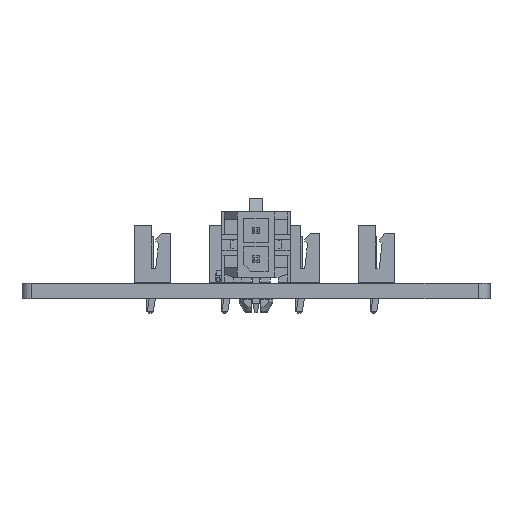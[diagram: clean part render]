
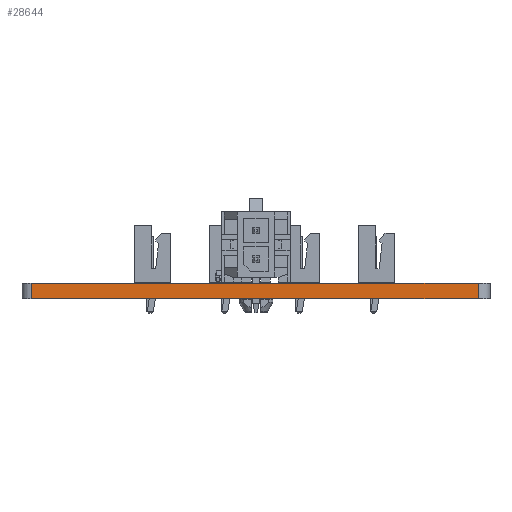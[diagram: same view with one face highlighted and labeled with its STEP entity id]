
A CAD part, front view. The second image highlights one B-rep face of the part: STEP entity #28644.
In plain terms, the highlighted planar face has unit normal (0, -1, 0).
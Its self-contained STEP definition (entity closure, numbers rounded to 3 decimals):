
#25265 = PLANE('',#25266);
#25266 = AXIS2_PLACEMENT_3D('',#25267,#25268,#25269);
#25267 = CARTESIAN_POINT('',(145.81,-91.01,1.6));
#25268 = DIRECTION('',(0.,0.,1.));
#25269 = DIRECTION('',(1.,0.,-0.));
#25319 = PLANE('',#25320);
#25320 = AXIS2_PLACEMENT_3D('',#25321,#25322,#25323);
#25321 = CARTESIAN_POINT('',(145.81,-91.01,0.));
#25322 = DIRECTION('',(0.,0.,1.));
#25323 = DIRECTION('',(1.,0.,-0.));
#25516 = VERTEX_POINT('',#25517);
#25517 = CARTESIAN_POINT('',(122.35,-118.65,0.));
#25532 = CYLINDRICAL_SURFACE('',#25533,1.);
#25533 = AXIS2_PLACEMENT_3D('',#25534,#25535,#25536);
#25534 = CARTESIAN_POINT('',(122.35,-117.65,0.));
#25535 = DIRECTION('',(-0.,-0.,-1.));
#25536 = DIRECTION('',(1.,0.,-0.));
#25544 = EDGE_CURVE('',#25516,#25545,#25547,.T.);
#25545 = VERTEX_POINT('',#25546);
#25546 = CARTESIAN_POINT('',(169.1,-118.65,0.));
#25547 = SURFACE_CURVE('',#25548,(#25552,#25559),.PCURVE_S1.);
#25548 = LINE('',#25549,#25550);
#25549 = CARTESIAN_POINT('',(122.35,-118.65,0.));
#25550 = VECTOR('',#25551,1.);
#25551 = DIRECTION('',(1.,0.,0.));
#25552 = PCURVE('',#25319,#25553);
#25553 = DEFINITIONAL_REPRESENTATION('',(#25554),#25558);
#25554 = LINE('',#25555,#25556);
#25555 = CARTESIAN_POINT('',(-23.46,-27.64));
#25556 = VECTOR('',#25557,1.);
#25557 = DIRECTION('',(1.,0.));
#25558 = ( GEOMETRIC_REPRESENTATION_CONTEXT(2) 
PARAMETRIC_REPRESENTATION_CONTEXT() REPRESENTATION_CONTEXT('2D SPACE',''
  ) );
#25559 = PCURVE('',#25560,#25565);
#25560 = PLANE('',#25561);
#25561 = AXIS2_PLACEMENT_3D('',#25562,#25563,#25564);
#25562 = CARTESIAN_POINT('',(122.35,-118.65,0.));
#25563 = DIRECTION('',(0.,1.,0.));
#25564 = DIRECTION('',(1.,0.,0.));
#25565 = DEFINITIONAL_REPRESENTATION('',(#25566),#25570);
#25566 = LINE('',#25567,#25568);
#25567 = CARTESIAN_POINT('',(0.,0.));
#25568 = VECTOR('',#25569,1.);
#25569 = DIRECTION('',(1.,0.));
#25570 = ( GEOMETRIC_REPRESENTATION_CONTEXT(2) 
PARAMETRIC_REPRESENTATION_CONTEXT() REPRESENTATION_CONTEXT('2D SPACE',''
  ) );
#25589 = CYLINDRICAL_SURFACE('',#25590,1.25);
#25590 = AXIS2_PLACEMENT_3D('',#25591,#25592,#25593);
#25591 = CARTESIAN_POINT('',(169.1,-117.4,0.));
#25592 = DIRECTION('',(-0.,-0.,-1.));
#25593 = DIRECTION('',(1.,0.,-0.));
#27171 = VERTEX_POINT('',#27172);
#27172 = CARTESIAN_POINT('',(122.35,-118.65,1.6));
#27194 = EDGE_CURVE('',#27171,#27195,#27197,.T.);
#27195 = VERTEX_POINT('',#27196);
#27196 = CARTESIAN_POINT('',(169.1,-118.65,1.6));
#27197 = SURFACE_CURVE('',#27198,(#27202,#27209),.PCURVE_S1.);
#27198 = LINE('',#27199,#27200);
#27199 = CARTESIAN_POINT('',(122.35,-118.65,1.6));
#27200 = VECTOR('',#27201,1.);
#27201 = DIRECTION('',(1.,0.,0.));
#27202 = PCURVE('',#25265,#27203);
#27203 = DEFINITIONAL_REPRESENTATION('',(#27204),#27208);
#27204 = LINE('',#27205,#27206);
#27205 = CARTESIAN_POINT('',(-23.46,-27.64));
#27206 = VECTOR('',#27207,1.);
#27207 = DIRECTION('',(1.,0.));
#27208 = ( GEOMETRIC_REPRESENTATION_CONTEXT(2) 
PARAMETRIC_REPRESENTATION_CONTEXT() REPRESENTATION_CONTEXT('2D SPACE',''
  ) );
#27209 = PCURVE('',#25560,#27210);
#27210 = DEFINITIONAL_REPRESENTATION('',(#27211),#27215);
#27211 = LINE('',#27212,#27213);
#27212 = CARTESIAN_POINT('',(0.,-1.6));
#27213 = VECTOR('',#27214,1.);
#27214 = DIRECTION('',(1.,0.));
#27215 = ( GEOMETRIC_REPRESENTATION_CONTEXT(2) 
PARAMETRIC_REPRESENTATION_CONTEXT() REPRESENTATION_CONTEXT('2D SPACE',''
  ) );
#28594 = EDGE_CURVE('',#25545,#27195,#28595,.T.);
#28595 = SURFACE_CURVE('',#28596,(#28600,#28607),.PCURVE_S1.);
#28596 = LINE('',#28597,#28598);
#28597 = CARTESIAN_POINT('',(169.1,-118.65,0.));
#28598 = VECTOR('',#28599,1.);
#28599 = DIRECTION('',(0.,0.,1.));
#28600 = PCURVE('',#25589,#28601);
#28601 = DEFINITIONAL_REPRESENTATION('',(#28602),#28606);
#28602 = LINE('',#28603,#28604);
#28603 = CARTESIAN_POINT('',(-4.712,0.));
#28604 = VECTOR('',#28605,1.);
#28605 = DIRECTION('',(-0.,-1.));
#28606 = ( GEOMETRIC_REPRESENTATION_CONTEXT(2) 
PARAMETRIC_REPRESENTATION_CONTEXT() REPRESENTATION_CONTEXT('2D SPACE',''
  ) );
#28607 = PCURVE('',#25560,#28608);
#28608 = DEFINITIONAL_REPRESENTATION('',(#28609),#28613);
#28609 = LINE('',#28610,#28611);
#28610 = CARTESIAN_POINT('',(46.75,0.));
#28611 = VECTOR('',#28612,1.);
#28612 = DIRECTION('',(0.,-1.));
#28613 = ( GEOMETRIC_REPRESENTATION_CONTEXT(2) 
PARAMETRIC_REPRESENTATION_CONTEXT() REPRESENTATION_CONTEXT('2D SPACE',''
  ) );
#28623 = EDGE_CURVE('',#25516,#27171,#28624,.T.);
#28624 = SURFACE_CURVE('',#28625,(#28629,#28636),.PCURVE_S1.);
#28625 = LINE('',#28626,#28627);
#28626 = CARTESIAN_POINT('',(122.35,-118.65,0.));
#28627 = VECTOR('',#28628,1.);
#28628 = DIRECTION('',(0.,0.,1.));
#28629 = PCURVE('',#25532,#28630);
#28630 = DEFINITIONAL_REPRESENTATION('',(#28631),#28635);
#28631 = LINE('',#28632,#28633);
#28632 = CARTESIAN_POINT('',(-4.712,0.));
#28633 = VECTOR('',#28634,1.);
#28634 = DIRECTION('',(-0.,-1.));
#28635 = ( GEOMETRIC_REPRESENTATION_CONTEXT(2) 
PARAMETRIC_REPRESENTATION_CONTEXT() REPRESENTATION_CONTEXT('2D SPACE',''
  ) );
#28636 = PCURVE('',#25560,#28637);
#28637 = DEFINITIONAL_REPRESENTATION('',(#28638),#28642);
#28638 = LINE('',#28639,#28640);
#28639 = CARTESIAN_POINT('',(0.,0.));
#28640 = VECTOR('',#28641,1.);
#28641 = DIRECTION('',(0.,-1.));
#28642 = ( GEOMETRIC_REPRESENTATION_CONTEXT(2) 
PARAMETRIC_REPRESENTATION_CONTEXT() REPRESENTATION_CONTEXT('2D SPACE',''
  ) );
#28644 = ADVANCED_FACE('',(#28645),#25560,.F.);
#28645 = FACE_BOUND('',#28646,.F.);
#28646 = EDGE_LOOP('',(#28647,#28648,#28649,#28650));
#28647 = ORIENTED_EDGE('',*,*,#28623,.T.);
#28648 = ORIENTED_EDGE('',*,*,#27194,.T.);
#28649 = ORIENTED_EDGE('',*,*,#28594,.F.);
#28650 = ORIENTED_EDGE('',*,*,#25544,.F.);
